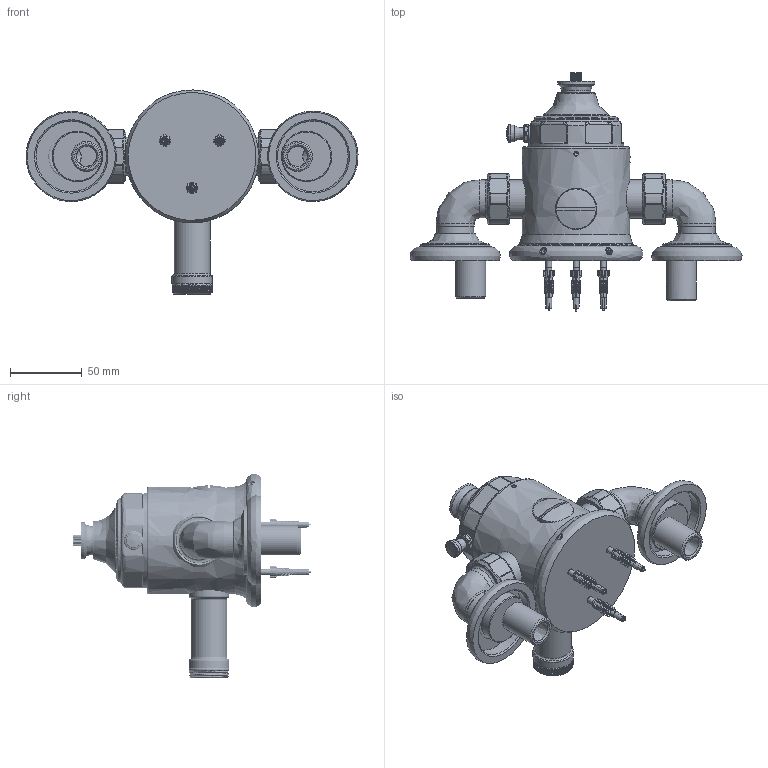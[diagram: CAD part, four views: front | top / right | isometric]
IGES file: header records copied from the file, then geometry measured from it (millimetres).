
Global section: file name: V240-ff shower valve; native system: Autodesk Inventor 2018; preprocessor: unknown; author: gwilkes; date: 20190709.082329; units: millimetre
Bounding box: 231.43 x 165.87 x 142.25 mm (x, y, z)
Volume: 525951 mm3; surface area: 236715.9 mm2
Topology: 59 solids, 59 shells, 2497 faces, 7198 edges, 4870 vertices
Faces by surface type: bspline 2497
